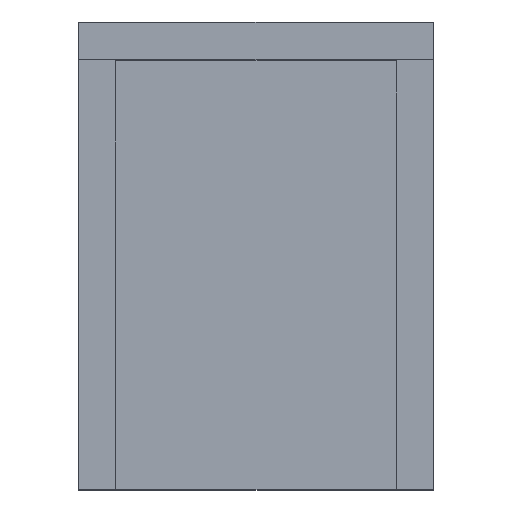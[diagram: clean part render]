
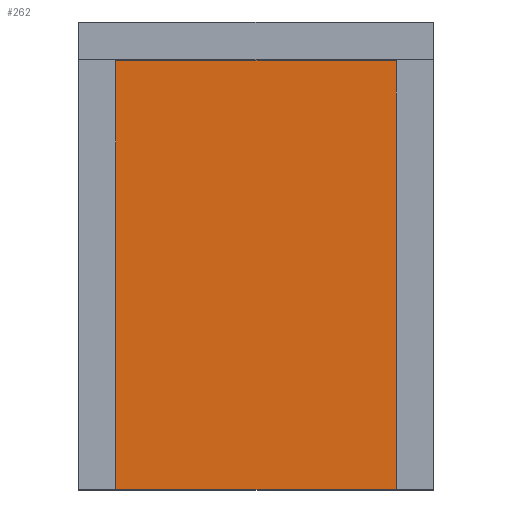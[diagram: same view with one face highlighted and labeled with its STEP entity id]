
A CAD part, top view. The second image highlights one B-rep face of the part: STEP entity #262.
In plain terms, the highlighted planar face has unit normal (0, 0, 1).
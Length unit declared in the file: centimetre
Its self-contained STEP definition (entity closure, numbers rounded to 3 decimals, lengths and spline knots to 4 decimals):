
#3 = VERTEX_POINT ( 'NONE', #149 ) ;
#83 = CARTESIAN_POINT ( 'NONE',  ( 0.2, 0., 0.2 ) ) ;
#121 = DIRECTION ( 'NONE',  ( 0., 0., -1. ) ) ;
#123 = CARTESIAN_POINT ( 'NONE',  ( 0.2, -2.3, 0.2 ) ) ;
#130 = LINE ( 'NONE', #83, #549 ) ;
#149 = CARTESIAN_POINT ( 'NONE',  ( 0.2, 0., 0.2 ) ) ;
#176 = DIRECTION ( 'NONE',  ( 0., 1., 0. ) ) ;
#212 = DIRECTION ( 'NONE',  ( -1., 0., 0. ) ) ;
#213 = VERTEX_POINT ( 'NONE', #418 ) ;
#240 = DIRECTION ( 'NONE',  ( 0., 1., 0. ) ) ;
#247 = CARTESIAN_POINT ( 'NONE',  ( 1.7, -2.3, 0.2 ) ) ;
#261 = EDGE_CURVE ( 'NONE', #388, #213, #357, .T. ) ;
#262 = ADVANCED_FACE ( 'NONE', ( #462 ), #481, .F. ) ;
#270 = EDGE_CURVE ( 'NONE', #213, #3, #325, .T. ) ;
#275 = ORIENTED_EDGE ( 'NONE', *, *, #270, .F. ) ;
#286 = AXIS2_PLACEMENT_3D ( 'NONE', #384, #121, #298 ) ;
#298 = DIRECTION ( 'NONE',  ( -1., 0., 0. ) ) ;
#325 = LINE ( 'NONE', #343, #530 ) ;
#343 = CARTESIAN_POINT ( 'NONE',  ( 0.2, -2.3, 0.2 ) ) ;
#348 = CARTESIAN_POINT ( 'NONE',  ( 1.7, -2.3, 0.2 ) ) ;
#357 = LINE ( 'NONE', #123, #393 ) ;
#360 = ORIENTED_EDGE ( 'NONE', *, *, #261, .F. ) ;
#384 = CARTESIAN_POINT ( 'NONE',  ( 0.2, -2.3, 0.2 ) ) ;
#388 = VERTEX_POINT ( 'NONE', #348 ) ;
#393 = VECTOR ( 'NONE', #212, 100. ) ;
#418 = CARTESIAN_POINT ( 'NONE',  ( 0.2, -2.3, 0.2 ) ) ;
#450 = CARTESIAN_POINT ( 'NONE',  ( 1.7, 0., 0.2 ) ) ;
#452 = EDGE_CURVE ( 'NONE', #517, #3, #130, .T. ) ;
#456 = EDGE_LOOP ( 'NONE', ( #506, #275, #360, #467 ) ) ;
#462 = FACE_OUTER_BOUND ( 'NONE', #456, .T. ) ;
#465 = VECTOR ( 'NONE', #176, 100. ) ;
#467 = ORIENTED_EDGE ( 'NONE', *, *, #480, .T. ) ;
#480 = EDGE_CURVE ( 'NONE', #388, #517, #483, .T. ) ;
#481 = PLANE ( 'NONE',  #286 ) ;
#483 = LINE ( 'NONE', #247, #465 ) ;
#506 = ORIENTED_EDGE ( 'NONE', *, *, #452, .T. ) ;
#517 = VERTEX_POINT ( 'NONE', #450 ) ;
#522 = DIRECTION ( 'NONE',  ( -1., 0., 0. ) ) ;
#530 = VECTOR ( 'NONE', #240, 100. ) ;
#549 = VECTOR ( 'NONE', #522, 100. ) ;
